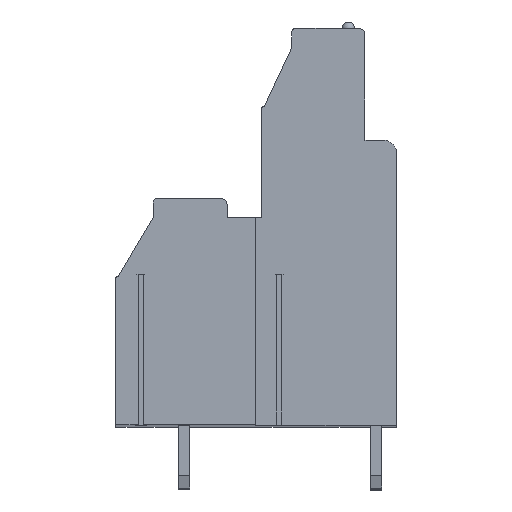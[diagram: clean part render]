
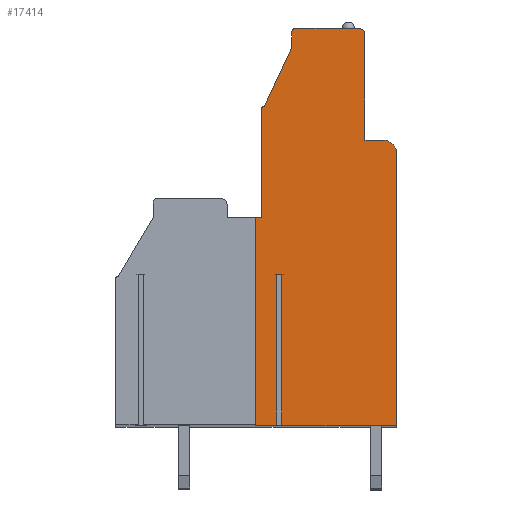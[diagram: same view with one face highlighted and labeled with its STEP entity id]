
A CAD part, top view. The second image highlights one B-rep face of the part: STEP entity #17414.
In plain terms, the highlighted planar face has unit normal (0, 0, 1).
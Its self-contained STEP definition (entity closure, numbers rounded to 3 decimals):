
#13=DIRECTION('',(0.,-1.,0.));
#14=VECTOR('',#13,8.6);
#15=CARTESIAN_POINT('',(-5.15,8.6,88.9));
#16=LINE('',#15,#14);
#17=CARTESIAN_POINT('',(-4.95,8.6,88.9));
#18=DIRECTION('',(0.,0.,1.));
#19=DIRECTION('',(0.,1.,0.));
#20=AXIS2_PLACEMENT_3D('',#17,#18,#19);
#22=DIRECTION('',(-0.424,-0.906,0.));
#23=VECTOR('',#22,5.189);
#24=CARTESIAN_POINT('',(-2.75,13.5,88.9));
#25=LINE('',#24,#23);
#26=DIRECTION('',(0.,-1.,0.));
#27=VECTOR('',#26,1.2);
#28=CARTESIAN_POINT('',(-2.75,14.7,88.9));
#29=LINE('',#28,#27);
#30=CARTESIAN_POINT('',(-2.45,14.7,88.9));
#31=DIRECTION('',(0.,0.,1.));
#32=DIRECTION('',(0.,1.,0.));
#33=AXIS2_PLACEMENT_3D('',#30,#31,#32);
#35=DIRECTION('',(-1.,0.,0.));
#36=VECTOR('',#35,5.);
#37=CARTESIAN_POINT('',(2.55,15.,88.9));
#38=LINE('',#37,#36);
#39=CARTESIAN_POINT('',(2.55,14.5,88.9));
#40=DIRECTION('',(0.,0.,1.));
#41=DIRECTION('',(1.,0.,0.));
#42=AXIS2_PLACEMENT_3D('',#39,#40,#41);
#44=DIRECTION('',(0.,1.,0.));
#45=VECTOR('',#44,8.4);
#46=CARTESIAN_POINT('',(3.05,6.1,88.9));
#47=LINE('',#46,#45);
#48=DIRECTION('',(-1.,0.,0.));
#49=VECTOR('',#48,1.5);
#50=CARTESIAN_POINT('',(4.55,6.1,88.9));
#51=LINE('',#50,#49);
#52=CARTESIAN_POINT('',(4.55,5.1,88.9));
#53=DIRECTION('',(0.,0.,1.));
#54=DIRECTION('',(1.,0.,0.));
#55=AXIS2_PLACEMENT_3D('',#52,#53,#54);
#57=DIRECTION('',(0.,1.,0.));
#58=VECTOR('',#57,21.6);
#59=CARTESIAN_POINT('',(5.55,-16.5,88.9));
#60=LINE('',#59,#58);
#61=DIRECTION('',(0.,1.,0.));
#62=VECTOR('',#61,11.95);
#63=CARTESIAN_POINT('',(-3.56,-16.5,88.9));
#64=LINE('',#63,#62);
#65=DIRECTION('',(-1.,0.,0.));
#66=VECTOR('',#65,0.38);
#67=CARTESIAN_POINT('',(-3.56,-4.55,88.9));
#68=LINE('',#67,#66);
#69=DIRECTION('',(0.,1.,0.));
#70=VECTOR('',#69,11.95);
#71=CARTESIAN_POINT('',(-3.94,-16.5,88.9));
#72=LINE('',#71,#70);
#77=DIRECTION('',(0.,-1.,0.));
#78=VECTOR('',#77,16.5);
#79=CARTESIAN_POINT('',(-5.65,0.,88.9));
#80=LINE('',#79,#78);
#174=DIRECTION('',(1.,0.,0.));
#175=VECTOR('',#174,1.71);
#176=CARTESIAN_POINT('',(-5.65,-16.5,88.9));
#177=LINE('',#176,#175);
#200=DIRECTION('',(1.,0.,0.));
#201=VECTOR('',#200,9.11);
#202=CARTESIAN_POINT('',(-3.56,-16.5,88.9));
#203=LINE('',#202,#201);
#1400=DIRECTION('',(-1.,0.,0.));
#1401=VECTOR('',#1400,0.5);
#1402=CARTESIAN_POINT('',(-5.15,0.,88.9));
#1403=LINE('',#1402,#1401);
#13407=CARTESIAN_POINT('',(5.55,-16.5,88.9));
#13408=CARTESIAN_POINT('',(5.55,5.1,88.9));
#13409=VERTEX_POINT('',#13407);
#13410=VERTEX_POINT('',#13408);
#13411=CARTESIAN_POINT('',(4.55,6.1,88.9));
#13412=VERTEX_POINT('',#13411);
#13413=CARTESIAN_POINT('',(3.05,6.1,88.9));
#13414=VERTEX_POINT('',#13413);
#13415=CARTESIAN_POINT('',(3.05,14.5,88.9));
#13416=VERTEX_POINT('',#13415);
#13417=CARTESIAN_POINT('',(2.55,15.,88.9));
#13418=VERTEX_POINT('',#13417);
#13419=CARTESIAN_POINT('',(-2.45,15.,88.9));
#13420=VERTEX_POINT('',#13419);
#13421=CARTESIAN_POINT('',(-2.75,14.7,88.9));
#13422=VERTEX_POINT('',#13421);
#13423=CARTESIAN_POINT('',(-2.75,13.5,88.9));
#13424=VERTEX_POINT('',#13423);
#13425=CARTESIAN_POINT('',(-4.95,8.8,88.9));
#13426=VERTEX_POINT('',#13425);
#13427=CARTESIAN_POINT('',(-5.15,8.6,88.9));
#13428=VERTEX_POINT('',#13427);
#13429=CARTESIAN_POINT('',(-5.15,0.,88.9));
#13430=VERTEX_POINT('',#13429);
#13475=CARTESIAN_POINT('',(-3.56,-4.55,88.9));
#13476=CARTESIAN_POINT('',(-3.94,-4.55,88.9));
#13477=VERTEX_POINT('',#13475);
#13478=VERTEX_POINT('',#13476);
#13479=CARTESIAN_POINT('',(-3.94,-16.5,88.9));
#13480=VERTEX_POINT('',#13479);
#13481=CARTESIAN_POINT('',(-3.56,-16.5,88.9));
#13482=VERTEX_POINT('',#13481);
#13649=CARTESIAN_POINT('',(-5.65,-16.5,88.9));
#13651=VERTEX_POINT('',#13649);
#13653=CARTESIAN_POINT('',(-5.65,0.,88.9));
#13654=VERTEX_POINT('',#13653);
#17371=CARTESIAN_POINT('',(0.,0.,88.9));
#17372=DIRECTION('',(0.,0.,1.));
#17373=DIRECTION('',(1.,0.,0.));
#17374=AXIS2_PLACEMENT_3D('',#17371,#17372,#17373);
#17375=PLANE('',#17374);
#17377=ORIENTED_EDGE('',*,*,#17376,.F.);
#17379=ORIENTED_EDGE('',*,*,#17378,.F.);
#17381=ORIENTED_EDGE('',*,*,#17380,.F.);
#17383=ORIENTED_EDGE('',*,*,#17382,.F.);
#17385=ORIENTED_EDGE('',*,*,#17384,.F.);
#17387=ORIENTED_EDGE('',*,*,#17386,.F.);
#17389=ORIENTED_EDGE('',*,*,#17388,.F.);
#17391=ORIENTED_EDGE('',*,*,#17390,.F.);
#17393=ORIENTED_EDGE('',*,*,#17392,.F.);
#17395=ORIENTED_EDGE('',*,*,#17394,.F.);
#17397=ORIENTED_EDGE('',*,*,#17396,.F.);
#17399=ORIENTED_EDGE('',*,*,#17398,.F.);
#17401=ORIENTED_EDGE('',*,*,#17400,.F.);
#17403=ORIENTED_EDGE('',*,*,#17402,.F.);
#17405=ORIENTED_EDGE('',*,*,#17404,.T.);
#17407=ORIENTED_EDGE('',*,*,#17406,.T.);
#17409=ORIENTED_EDGE('',*,*,#17408,.F.);
#17411=ORIENTED_EDGE('',*,*,#17410,.F.);
#17412=EDGE_LOOP('',(#17377,#17379,#17381,#17383,#17385,#17387,#17389,#17391,
#17393,#17395,#17397,#17399,#17401,#17403,#17405,#17407,#17409,#17411));
#17413=FACE_OUTER_BOUND('',#17412,.F.);
#21=CIRCLE('',#20,0.2);
#34=CIRCLE('',#33,0.3);
#43=CIRCLE('',#42,0.5);
#56=CIRCLE('',#55,1.);
#17376=EDGE_CURVE('',#13654,#13651,#80,.T.);
#17378=EDGE_CURVE('',#13430,#13654,#1403,.T.);
#17380=EDGE_CURVE('',#13428,#13430,#16,.T.);
#17382=EDGE_CURVE('',#13426,#13428,#21,.T.);
#17384=EDGE_CURVE('',#13424,#13426,#25,.T.);
#17386=EDGE_CURVE('',#13422,#13424,#29,.T.);
#17388=EDGE_CURVE('',#13420,#13422,#34,.T.);
#17390=EDGE_CURVE('',#13418,#13420,#38,.T.);
#17392=EDGE_CURVE('',#13416,#13418,#43,.T.);
#17394=EDGE_CURVE('',#13414,#13416,#47,.T.);
#17396=EDGE_CURVE('',#13412,#13414,#51,.T.);
#17398=EDGE_CURVE('',#13410,#13412,#56,.T.);
#17400=EDGE_CURVE('',#13409,#13410,#60,.T.);
#17402=EDGE_CURVE('',#13482,#13409,#203,.T.);
#17404=EDGE_CURVE('',#13482,#13477,#64,.T.);
#17406=EDGE_CURVE('',#13477,#13478,#68,.T.);
#17408=EDGE_CURVE('',#13480,#13478,#72,.T.);
#17410=EDGE_CURVE('',#13651,#13480,#177,.T.);
#17414=ADVANCED_FACE('',(#17413),#17375,.T.);
